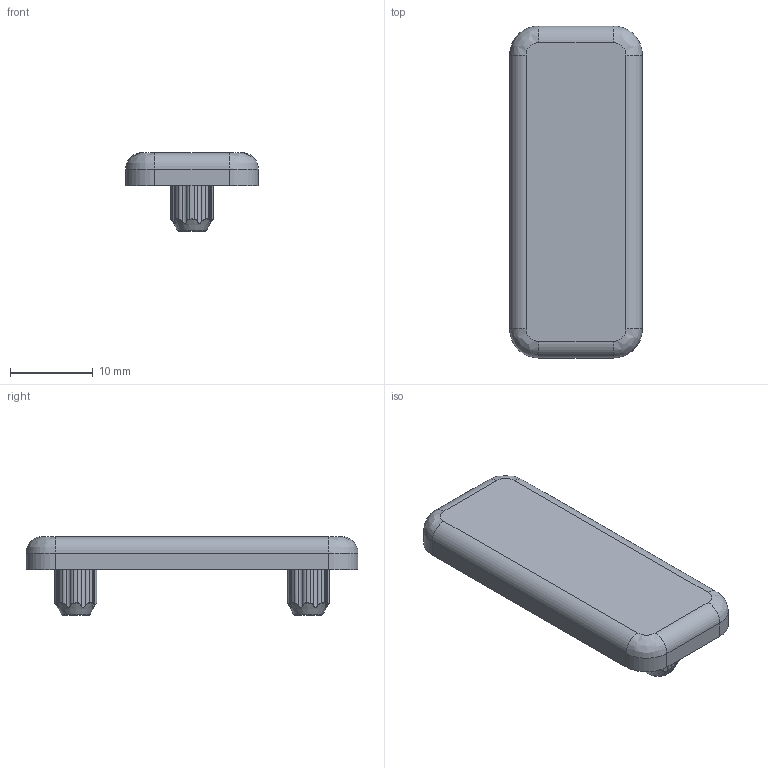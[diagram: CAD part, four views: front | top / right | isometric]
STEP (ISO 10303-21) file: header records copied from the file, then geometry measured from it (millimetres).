
FILE_DESCRIPTION(/* description */ ('Abdeckkappe 16x40'),/* implementation_level */ '2;1');
FILE_NAME(/* name */ '251005002 Abdeckkappe 16x40.stp',/* time_stamp */ '2020-08-31T09:56:17+02:00',/* author */ ('wheldmann'),/* organization */ (''),/* preprocessor_version */ 'ST-DEVELOPER v17.2',/* originating_system */ 'Autodesk Inventor 2019',/* authorisation */ ' ');
FILE_SCHEMA (('AUTOMOTIVE_DESIGN { 1 0 10303 214 3 1 1 }'));
Length unit declared in the file: millimetre
Products named in the file (1): 251005002
Bounding box: 16 x 40 x 9.5 mm (x, y, z)
Volume: 1780.2 mm3; surface area: 2098 mm2
Topology: 1 solids, 1 shells, 135 faces, 381 edges, 253 vertices
Faces by surface type: cylinder 76, plane 31, torus 18, bspline 6, cone 4
Entity records: 5513 total; most frequent: CARTESIAN_POINT 2038, ORIENTED_EDGE 762, DIRECTION 694, EDGE_CURVE 381, AXIS2_PLACEMENT_3D 279, VERTEX_POINT 253, CIRCLE 149, EDGE_LOOP 140
